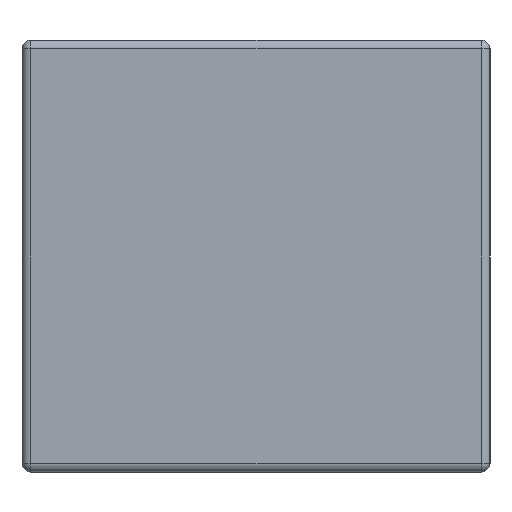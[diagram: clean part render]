
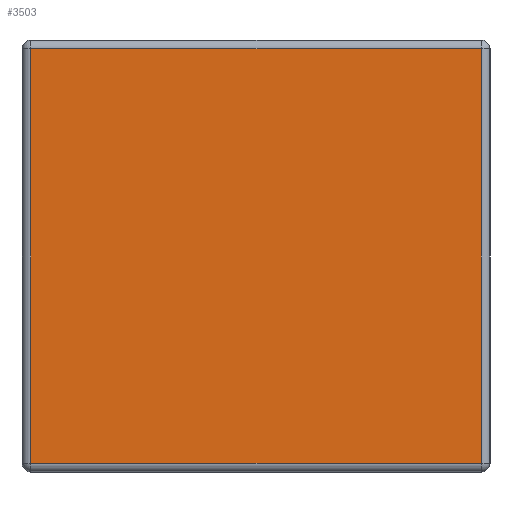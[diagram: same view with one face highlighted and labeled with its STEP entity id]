
A CAD part, left-side view. The second image highlights one B-rep face of the part: STEP entity #3503.
In plain terms, the highlighted planar face has unit normal (-1, 0, 0).
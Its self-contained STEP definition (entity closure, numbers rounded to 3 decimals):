
#88 = CARTESIAN_POINT ( 'NONE',  ( 0., 0.012, -0.012 ) ) ;
#124 = LINE ( 'NONE', #1510, #1561 ) ;
#451 = EDGE_LOOP ( 'NONE', ( #1207, #1020, #3756, #2388 ) ) ;
#682 = LINE ( 'NONE', #3874, #3225 ) ;
#715 = CARTESIAN_POINT ( 'NONE',  ( 0., 0., -0.588 ) ) ;
#749 = CARTESIAN_POINT ( 'NONE',  ( 0., 0.012, 0. ) ) ;
#1020 = ORIENTED_EDGE ( 'NONE', *, *, #2682, .T. ) ;
#1082 = CARTESIAN_POINT ( 'NONE',  ( 0., 0.638, -0.588 ) ) ;
#1123 = LINE ( 'NONE', #749, #3131 ) ;
#1207 = ORIENTED_EDGE ( 'NONE', *, *, #3413, .T. ) ;
#1267 = VERTEX_POINT ( 'NONE', #88 ) ;
#1465 = VERTEX_POINT ( 'NONE', #4436 ) ;
#1510 = CARTESIAN_POINT ( 'NONE',  ( 0., 0.638, -0.6 ) ) ;
#1513 = AXIS2_PLACEMENT_3D ( 'NONE', #4438, #3018, #3337 ) ;
#1561 = VECTOR ( 'NONE', #3632, 1000. ) ;
#1583 = VECTOR ( 'NONE', #4221, 1000. ) ;
#1688 = EDGE_CURVE ( 'NONE', #1465, #2789, #124, .T. ) ;
#1719 = LINE ( 'NONE', #715, #1583 ) ;
#1761 = DIRECTION ( 'NONE',  ( 0., 1., 0. ) ) ;
#1779 = DIRECTION ( 'NONE',  ( 0., 0., 1. ) ) ;
#1822 = FACE_OUTER_BOUND ( 'NONE', #451, .T. ) ;
#1953 = CARTESIAN_POINT ( 'NONE',  ( 0., 0.012, -0.588 ) ) ;
#2388 = ORIENTED_EDGE ( 'NONE', *, *, #1688, .T. ) ;
#2682 = EDGE_CURVE ( 'NONE', #4512, #1267, #1123, .T. ) ;
#2789 = VERTEX_POINT ( 'NONE', #1082 ) ;
#3018 = DIRECTION ( 'NONE',  ( -1., 0., 0. ) ) ;
#3131 = VECTOR ( 'NONE', #1779, 1000. ) ;
#3225 = VECTOR ( 'NONE', #1761, 1000. ) ;
#3337 = DIRECTION ( 'NONE',  ( 0., 0., 1. ) ) ;
#3413 = EDGE_CURVE ( 'NONE', #2789, #4512, #1719, .T. ) ;
#3503 = ADVANCED_FACE ( 'NONE', ( #1822 ), #3662, .T. ) ;
#3632 = DIRECTION ( 'NONE',  ( 0., 0., -1. ) ) ;
#3662 = PLANE ( 'NONE',  #1513 ) ;
#3756 = ORIENTED_EDGE ( 'NONE', *, *, #4553, .T. ) ;
#3874 = CARTESIAN_POINT ( 'NONE',  ( 0., 0.65, -0.012 ) ) ;
#4221 = DIRECTION ( 'NONE',  ( 0., -1., 0. ) ) ;
#4436 = CARTESIAN_POINT ( 'NONE',  ( 0., 0.638, -0.012 ) ) ;
#4438 = CARTESIAN_POINT ( 'NONE',  ( 0., 0., 0. ) ) ;
#4512 = VERTEX_POINT ( 'NONE', #1953 ) ;
#4553 = EDGE_CURVE ( 'NONE', #1267, #1465, #682, .T. ) ;
